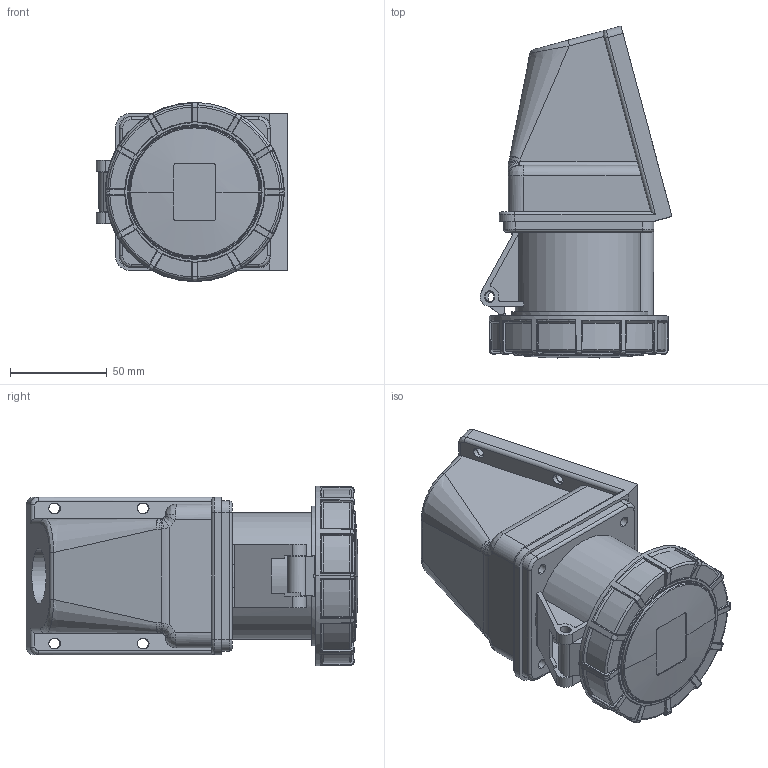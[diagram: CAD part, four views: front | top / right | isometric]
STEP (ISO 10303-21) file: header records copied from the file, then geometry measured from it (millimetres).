
FILE_DESCRIPTION((''),'2;1');
FILE_NAME('32A3K0002_ASM','2021-10-13T15:59:22',('Administrator'),(''),'CREO PARAMETRIC BY PTC INC, 2021063','CREO PARAMETRIC BY PTC INC, 2021063','');
FILE_SCHEMA(('AUTOMOTIVE_DESIGN { 1 0 10303 214 1 1 1 1 }'));
Length unit declared in the file: millimetre
Products named in the file (10): 00; 32A4K000; 8__0002; 6__0002; 213200; 00_ASM; 003; 32A3K0003; 32A3K0002_ASM
Assembly tree (10 placements, depth 3):
  32A3K0002_ASM
    00_ASM
      00
      00
      32A4K000
      8__0002
      6__0002  x2
      213200
    003
    32A3K0003
Bounding box: 99.35 x 171.73 x 92.7 mm (x, y, z)
Volume: 269333 mm3; surface area: 207939 mm2
Topology: 9 solids, 9 shells, 1422 faces, 4242 edges, 3055 vertices
Faces by surface type: plane 586, cylinder 505, bspline 157, cone 88, torus 76, sphere 8, revolution 2
Entity records: 65456 total; most frequent: CARTESIAN_POINT 19631, ORIENTED_EDGE 7156, DIRECTION 7133, EDGE_CURVE 3578, PRESENTATION_STYLE_ASSIGNMENT 2900, STYLED_ITEM 2900, CURVE_STYLE 2894, AXIS2_PLACEMENT_3D 2529
